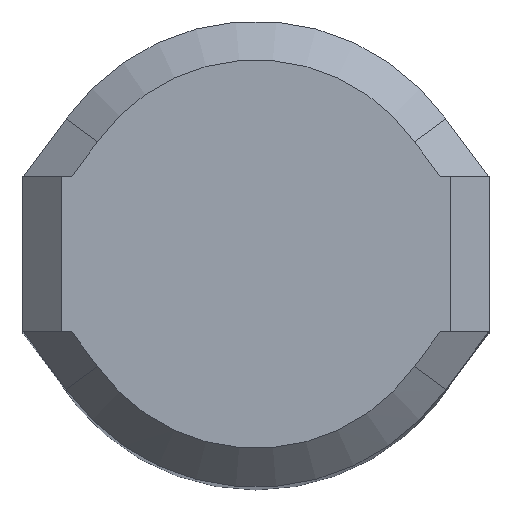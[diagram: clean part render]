
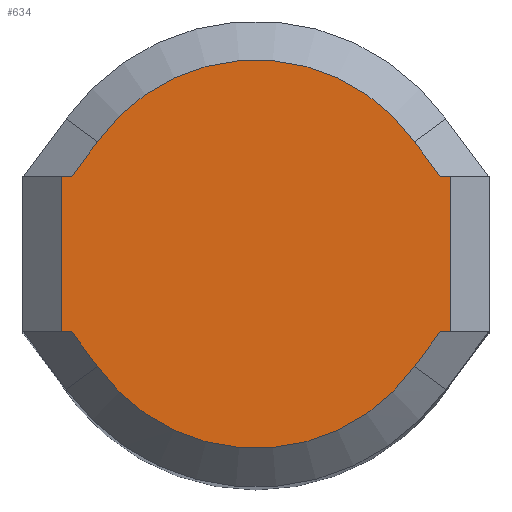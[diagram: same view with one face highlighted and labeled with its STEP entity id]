
A CAD part, top view. The second image highlights one B-rep face of the part: STEP entity #634.
In plain terms, the highlighted planar face has unit normal (0, 0, 1).
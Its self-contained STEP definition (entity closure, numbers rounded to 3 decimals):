
#38=CIRCLE('',#687,15.);
#39=CIRCLE('',#688,15.);
#65=FACE_OUTER_BOUND('',#102,.T.);
#102=EDGE_LOOP('',(#430,#431,#432,#433,#434,#435,#436,#437,#438,#439,#440,
#441));
#144=LINE('',#947,#207);
#147=LINE('',#953,#210);
#152=LINE('',#963,#215);
#153=LINE('',#965,#216);
#154=LINE('',#969,#217);
#155=LINE('',#971,#218);
#156=LINE('',#973,#219);
#157=LINE('',#975,#220);
#158=LINE('',#977,#221);
#159=LINE('',#980,#222);
#207=VECTOR('',#754,10.);
#210=VECTOR('',#759,10.);
#215=VECTOR('',#766,10.);
#216=VECTOR('',#767,10.);
#217=VECTOR('',#770,10.);
#218=VECTOR('',#771,10.);
#219=VECTOR('',#772,10.);
#220=VECTOR('',#773,10.);
#221=VECTOR('',#774,10.);
#222=VECTOR('',#777,10.);
#270=VERTEX_POINT('',#944);
#271=VERTEX_POINT('',#946);
#273=VERTEX_POINT('',#952);
#277=VERTEX_POINT('',#962);
#278=VERTEX_POINT('',#964);
#279=VERTEX_POINT('',#966);
#280=VERTEX_POINT('',#968);
#281=VERTEX_POINT('',#970);
#282=VERTEX_POINT('',#972);
#283=VERTEX_POINT('',#974);
#284=VERTEX_POINT('',#976);
#285=VERTEX_POINT('',#978);
#329=EDGE_CURVE('',#270,#271,#144,.T.);
#332=EDGE_CURVE('',#273,#271,#147,.T.);
#337=EDGE_CURVE('',#270,#277,#152,.T.);
#338=EDGE_CURVE('',#278,#277,#153,.T.);
#339=EDGE_CURVE('',#279,#278,#38,.T.);
#340=EDGE_CURVE('',#280,#279,#154,.T.);
#341=EDGE_CURVE('',#280,#281,#155,.T.);
#342=EDGE_CURVE('',#282,#281,#156,.T.);
#343=EDGE_CURVE('',#282,#283,#157,.T.);
#344=EDGE_CURVE('',#284,#283,#158,.T.);
#345=EDGE_CURVE('',#285,#284,#39,.T.);
#346=EDGE_CURVE('',#273,#285,#159,.T.);
#430=ORIENTED_EDGE('',*,*,#329,.F.);
#431=ORIENTED_EDGE('',*,*,#337,.T.);
#432=ORIENTED_EDGE('',*,*,#338,.F.);
#433=ORIENTED_EDGE('',*,*,#339,.F.);
#434=ORIENTED_EDGE('',*,*,#340,.F.);
#435=ORIENTED_EDGE('',*,*,#341,.T.);
#436=ORIENTED_EDGE('',*,*,#342,.F.);
#437=ORIENTED_EDGE('',*,*,#343,.T.);
#438=ORIENTED_EDGE('',*,*,#344,.F.);
#439=ORIENTED_EDGE('',*,*,#345,.F.);
#440=ORIENTED_EDGE('',*,*,#346,.F.);
#441=ORIENTED_EDGE('',*,*,#332,.T.);
#606=PLANE('',#686);
#634=ADVANCED_FACE('',(#65),#606,.T.);
#686=AXIS2_PLACEMENT_3D('',#961,#764,#765);
#687=AXIS2_PLACEMENT_3D('',#967,#768,#769);
#688=AXIS2_PLACEMENT_3D('',#979,#775,#776);
#754=DIRECTION('',(0.,1.,0.));
#759=DIRECTION('',(-1.,0.,0.));
#764=DIRECTION('center_axis',(0.,0.,1.));
#765=DIRECTION('ref_axis',(1.,0.,0.));
#766=DIRECTION('',(1.,0.,0.));
#767=DIRECTION('',(-0.597,0.802,0.));
#768=DIRECTION('center_axis',(0.,0.,-1.));
#769=DIRECTION('ref_axis',(1.,0.,0.));
#770=DIRECTION('',(-0.597,-0.802,0.));
#771=DIRECTION('',(1.,0.,0.));
#772=DIRECTION('',(0.,-1.,0.));
#773=DIRECTION('',(-1.,0.,0.));
#774=DIRECTION('',(0.597,-0.802,0.));
#775=DIRECTION('center_axis',(0.,0.,-1.));
#776=DIRECTION('ref_axis',(1.,0.,0.));
#777=DIRECTION('',(0.597,0.802,0.));
#944=CARTESIAN_POINT('',(61.754,71.654,150.));
#946=CARTESIAN_POINT('',(61.754,83.654,150.));
#947=CARTESIAN_POINT('',(61.754,74.654,150.));
#952=CARTESIAN_POINT('',(62.525,83.654,150.));
#953=CARTESIAN_POINT('',(94.754,83.654,150.));
#961=CARTESIAN_POINT('Origin',(76.754,77.654,150.));
#962=CARTESIAN_POINT('',(62.525,71.654,150.));
#963=CARTESIAN_POINT('',(58.754,71.654,150.));
#964=CARTESIAN_POINT('',(64.515,68.982,150.));
#965=CARTESIAN_POINT('',(63.785,69.962,150.));
#966=CARTESIAN_POINT('',(88.993,68.982,150.));
#967=CARTESIAN_POINT('Origin',(76.754,77.654,150.));
#968=CARTESIAN_POINT('',(90.984,71.654,150.));
#969=CARTESIAN_POINT('',(89.723,69.962,150.));
#970=CARTESIAN_POINT('',(91.754,71.654,150.));
#971=CARTESIAN_POINT('',(58.754,71.654,150.));
#972=CARTESIAN_POINT('',(91.754,83.654,150.));
#973=CARTESIAN_POINT('',(91.754,80.654,150.));
#974=CARTESIAN_POINT('',(90.984,83.654,150.));
#975=CARTESIAN_POINT('',(94.754,83.654,150.));
#976=CARTESIAN_POINT('',(88.993,86.326,150.));
#977=CARTESIAN_POINT('',(89.723,85.347,150.));
#978=CARTESIAN_POINT('',(64.515,86.326,150.));
#979=CARTESIAN_POINT('Origin',(76.754,77.654,150.));
#980=CARTESIAN_POINT('',(63.785,85.347,150.));
